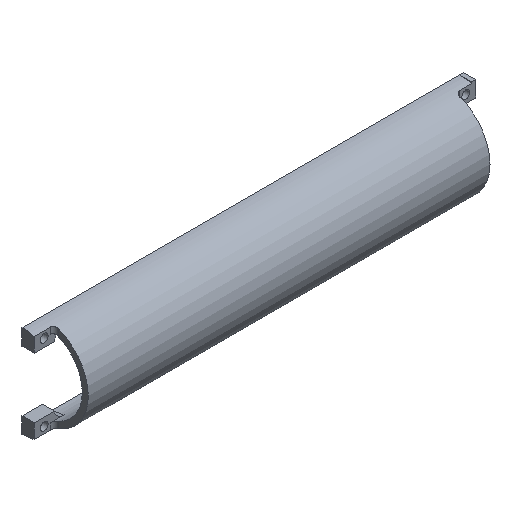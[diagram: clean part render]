
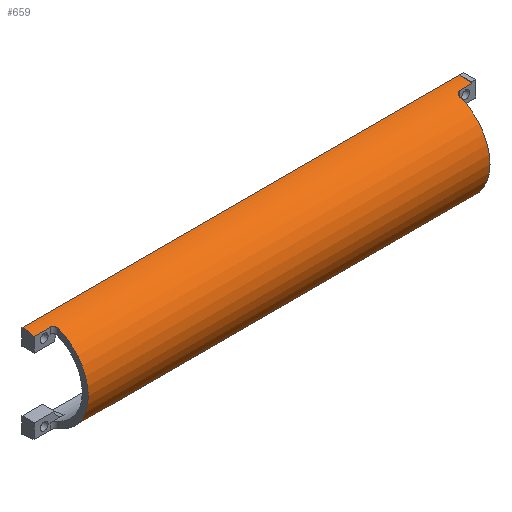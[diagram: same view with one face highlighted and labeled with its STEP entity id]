
A CAD part, isometric view. The second image highlights one B-rep face of the part: STEP entity #659.
In plain terms, the highlighted cylindrical face has radius 11.5 mm (diameter 23 mm), a partial arc.
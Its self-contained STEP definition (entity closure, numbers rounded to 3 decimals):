
#28=CYLINDRICAL_SURFACE('',#718,11.5);
#39=B_SPLINE_CURVE_WITH_KNOTS('',3,(#952,#953,#954,#955,#956,#957,#958,
#959,#960,#961),.UNSPECIFIED.,.F.,.F.,(4,2,2,2,4),(0.312,0.349,
0.387,0.427,0.466),.UNSPECIFIED.);
#42=B_SPLINE_CURVE_WITH_KNOTS('',3,(#999,#1000,#1001,#1002,#1003,#1004,
#1005,#1006,#1007,#1008),.UNSPECIFIED.,.F.,.F.,(4,2,2,2,4),(0.157,
0.197,0.237,0.274,0.312),
 .UNSPECIFIED.);
#52=B_SPLINE_CURVE_WITH_KNOTS('',3,(#1132,#1133,#1134,#1135,#1136,#1137,
#1138,#1139,#1140,#1141),.UNSPECIFIED.,.F.,.F.,(4,2,2,2,4),(0.469,
0.509,0.548,0.586,0.624),
 .UNSPECIFIED.);
#54=B_SPLINE_CURVE_WITH_KNOTS('',3,(#1166,#1167,#1168,#1169,#1170,#1171,
#1172,#1173,#1174,#1175),.UNSPECIFIED.,.F.,.F.,(4,2,2,2,4),(0.,0.038,
0.075,0.115,0.155),.UNSPECIFIED.);
#87=FACE_OUTER_BOUND('',#125,.T.);
#125=EDGE_LOOP('',(#567,#568,#569,#570,#571,#572,#573,#574,#575,#576,#577,
#578,#579,#580,#581,#582));
#133=CIRCLE('',#678,11.5);
#134=CIRCLE('',#680,11.5);
#136=CIRCLE('',#684,11.5);
#143=CIRCLE('',#702,11.5);
#144=CIRCLE('',#705,11.5);
#148=CIRCLE('',#719,11.5);
#153=LINE('',#893,#211);
#163=LINE('',#928,#221);
#170=LINE('',#978,#228);
#185=LINE('',#1161,#243);
#205=LINE('',#1280,#263);
#206=LINE('',#1281,#264);
#211=VECTOR('',#739,10.);
#221=VECTOR('',#759,10.);
#228=VECTOR('',#772,10.);
#243=VECTOR('',#801,10.);
#263=VECTOR('',#865,10.);
#264=VECTOR('',#866,10.);
#265=VERTEX_POINT('',#877);
#267=VERTEX_POINT('',#880);
#269=VERTEX_POINT('',#885);
#270=VERTEX_POINT('',#887);
#271=VERTEX_POINT('',#891);
#272=VERTEX_POINT('',#892);
#278=VERTEX_POINT('',#915);
#282=VERTEX_POINT('',#927);
#288=VERTEX_POINT('',#950);
#289=VERTEX_POINT('',#951);
#292=VERTEX_POINT('',#977);
#297=VERTEX_POINT('',#998);
#309=VERTEX_POINT('',#1130);
#310=VERTEX_POINT('',#1131);
#315=VERTEX_POINT('',#1165);
#319=VERTEX_POINT('',#1240);
#328=EDGE_CURVE('',#267,#265,#133,.T.);
#332=EDGE_CURVE('',#269,#270,#134,.T.);
#333=EDGE_CURVE('',#271,#272,#153,.T.);
#340=EDGE_CURVE('',#272,#278,#136,.T.);
#346=EDGE_CURVE('',#267,#282,#163,.T.);
#353=EDGE_CURVE('',#288,#289,#39,.T.);
#357=EDGE_CURVE('',#292,#288,#170,.T.);
#363=EDGE_CURVE('',#271,#297,#42,.F.);
#381=EDGE_CURVE('',#309,#310,#52,.F.);
#388=EDGE_CURVE('',#309,#270,#185,.T.);
#390=EDGE_CURVE('',#282,#315,#54,.T.);
#398=EDGE_CURVE('',#319,#292,#143,.T.);
#402=EDGE_CURVE('',#289,#297,#144,.T.);
#418=EDGE_CURVE('',#278,#265,#205,.T.);
#419=EDGE_CURVE('',#319,#269,#206,.T.);
#420=EDGE_CURVE('',#315,#310,#148,.T.);
#567=ORIENTED_EDGE('',*,*,#418,.F.);
#568=ORIENTED_EDGE('',*,*,#340,.F.);
#569=ORIENTED_EDGE('',*,*,#333,.F.);
#570=ORIENTED_EDGE('',*,*,#363,.T.);
#571=ORIENTED_EDGE('',*,*,#402,.F.);
#572=ORIENTED_EDGE('',*,*,#353,.F.);
#573=ORIENTED_EDGE('',*,*,#357,.F.);
#574=ORIENTED_EDGE('',*,*,#398,.F.);
#575=ORIENTED_EDGE('',*,*,#419,.T.);
#576=ORIENTED_EDGE('',*,*,#332,.T.);
#577=ORIENTED_EDGE('',*,*,#388,.F.);
#578=ORIENTED_EDGE('',*,*,#381,.T.);
#579=ORIENTED_EDGE('',*,*,#420,.F.);
#580=ORIENTED_EDGE('',*,*,#390,.F.);
#581=ORIENTED_EDGE('',*,*,#346,.F.);
#582=ORIENTED_EDGE('',*,*,#328,.T.);
#659=ADVANCED_FACE('',(#87),#28,.T.);
#678=AXIS2_PLACEMENT_3D('',#881,#728,#729);
#680=AXIS2_PLACEMENT_3D('',#889,#735,#736);
#684=AXIS2_PLACEMENT_3D('',#916,#748,#749);
#702=AXIS2_PLACEMENT_3D('',#1241,#816,#817);
#705=AXIS2_PLACEMENT_3D('',#1248,#825,#826);
#718=AXIS2_PLACEMENT_3D('',#1279,#863,#864);
#719=AXIS2_PLACEMENT_3D('',#1282,#867,#868);
#728=DIRECTION('center_axis',(-1.,0.,0.));
#729=DIRECTION('ref_axis',(0.,1.,0.));
#735=DIRECTION('center_axis',(-1.,0.,0.));
#736=DIRECTION('ref_axis',(0.,1.,0.));
#739=DIRECTION('',(-1.,0.,0.));
#748=DIRECTION('center_axis',(-1.,0.,0.));
#749=DIRECTION('ref_axis',(0.,1.,0.));
#759=DIRECTION('',(-1.,0.,0.));
#772=DIRECTION('',(1.,0.,0.));
#801=DIRECTION('',(1.,0.,0.));
#816=DIRECTION('center_axis',(-1.,0.,0.));
#817=DIRECTION('ref_axis',(0.,1.,0.));
#825=DIRECTION('center_axis',(-1.,0.,0.));
#826=DIRECTION('ref_axis',(0.,1.,0.));
#863=DIRECTION('center_axis',(-1.,0.,0.));
#864=DIRECTION('ref_axis',(0.,-1.,0.));
#865=DIRECTION('',(1.,0.,0.));
#866=DIRECTION('',(1.,0.,0.));
#867=DIRECTION('center_axis',(1.,0.,0.));
#868=DIRECTION('ref_axis',(0.,1.,0.));
#877=CARTESIAN_POINT('',(4.,0.,21.5));
#880=CARTESIAN_POINT('',(4.,-3.,21.102));
#881=CARTESIAN_POINT('Origin',(4.,0.,10.));
#885=CARTESIAN_POINT('',(4.,0.,-1.5));
#887=CARTESIAN_POINT('',(4.,-3.,-1.102));
#889=CARTESIAN_POINT('Origin',(4.,0.,10.));
#891=CARTESIAN_POINT('',(-101.,-3.,21.102));
#892=CARTESIAN_POINT('',(-105.,-3.,21.102));
#893=CARTESIAN_POINT('',(0.,-3.,21.102));
#915=CARTESIAN_POINT('',(-105.,0.,21.5));
#916=CARTESIAN_POINT('Origin',(-105.,0.,10.));
#927=CARTESIAN_POINT('',(1.,-3.,21.102));
#928=CARTESIAN_POINT('',(0.,-3.,21.102));
#950=CARTESIAN_POINT('',(-101.,-3.,-1.102));
#951=CARTESIAN_POINT('',(-100.,-4.,-0.782));
#952=CARTESIAN_POINT('Ctrl Pts',(-101.,-3.,-1.102));
#953=CARTESIAN_POINT('Ctrl Pts',(-100.875,-3.,-1.102));
#954=CARTESIAN_POINT('Ctrl Pts',(-100.742,-3.025,-1.095));
#955=CARTESIAN_POINT('Ctrl Pts',(-100.498,-3.125,-1.067));
#956=CARTESIAN_POINT('Ctrl Pts',(-100.387,-3.201,-1.046));
#957=CARTESIAN_POINT('Ctrl Pts',(-100.207,-3.377,-0.993));
#958=CARTESIAN_POINT('Ctrl Pts',(-100.128,-3.492,-0.958));
#959=CARTESIAN_POINT('Ctrl Pts',(-100.025,-3.741,-0.875));
#960=CARTESIAN_POINT('Ctrl Pts',(-100.,-3.876,-0.828));
#961=CARTESIAN_POINT('Ctrl Pts',(-100.,-4.,-0.782));
#977=CARTESIAN_POINT('',(-105.,-3.,-1.102));
#978=CARTESIAN_POINT('',(0.,-3.,-1.102));
#998=CARTESIAN_POINT('',(-100.,-4.,20.782));
#999=CARTESIAN_POINT('Ctrl Pts',(-100.,-4.,20.782));
#1000=CARTESIAN_POINT('Ctrl Pts',(-100.,-3.876,20.828));
#1001=CARTESIAN_POINT('Ctrl Pts',(-100.025,-3.741,20.875));
#1002=CARTESIAN_POINT('Ctrl Pts',(-100.128,-3.492,20.958));
#1003=CARTESIAN_POINT('Ctrl Pts',(-100.207,-3.377,20.993));
#1004=CARTESIAN_POINT('Ctrl Pts',(-100.387,-3.201,21.046));
#1005=CARTESIAN_POINT('Ctrl Pts',(-100.498,-3.125,21.067));
#1006=CARTESIAN_POINT('Ctrl Pts',(-100.742,-3.025,21.095));
#1007=CARTESIAN_POINT('Ctrl Pts',(-100.875,-3.,21.102));
#1008=CARTESIAN_POINT('Ctrl Pts',(-101.,-3.,21.102));
#1130=CARTESIAN_POINT('',(1.,-3.,-1.102));
#1131=CARTESIAN_POINT('',(0.,-4.,-0.782));
#1132=CARTESIAN_POINT('Ctrl Pts',(0.,-4.,-0.782));
#1133=CARTESIAN_POINT('Ctrl Pts',(0.,-3.876,
-0.828));
#1134=CARTESIAN_POINT('Ctrl Pts',(0.025,-3.741,-0.875));
#1135=CARTESIAN_POINT('Ctrl Pts',(0.128,-3.492,-0.958));
#1136=CARTESIAN_POINT('Ctrl Pts',(0.207,-3.377,-0.993));
#1137=CARTESIAN_POINT('Ctrl Pts',(0.387,-3.201,-1.046));
#1138=CARTESIAN_POINT('Ctrl Pts',(0.498,-3.125,-1.067));
#1139=CARTESIAN_POINT('Ctrl Pts',(0.742,-3.025,-1.095));
#1140=CARTESIAN_POINT('Ctrl Pts',(0.875,-3.,-1.102));
#1141=CARTESIAN_POINT('Ctrl Pts',(1.,-3.,-1.102));
#1161=CARTESIAN_POINT('',(0.,-3.,-1.102));
#1165=CARTESIAN_POINT('',(0.,-4.,20.782));
#1166=CARTESIAN_POINT('Ctrl Pts',(1.,-3.,21.102));
#1167=CARTESIAN_POINT('Ctrl Pts',(0.875,-3.,21.102));
#1168=CARTESIAN_POINT('Ctrl Pts',(0.742,-3.025,21.095));
#1169=CARTESIAN_POINT('Ctrl Pts',(0.498,-3.125,21.067));
#1170=CARTESIAN_POINT('Ctrl Pts',(0.387,-3.201,21.046));
#1171=CARTESIAN_POINT('Ctrl Pts',(0.207,-3.377,20.993));
#1172=CARTESIAN_POINT('Ctrl Pts',(0.128,-3.492,20.958));
#1173=CARTESIAN_POINT('Ctrl Pts',(0.025,-3.741,
20.875));
#1174=CARTESIAN_POINT('Ctrl Pts',(0.,-3.876,
20.828));
#1175=CARTESIAN_POINT('Ctrl Pts',(0.,-4.,20.782));
#1240=CARTESIAN_POINT('',(-105.,0.,-1.5));
#1241=CARTESIAN_POINT('Origin',(-105.,0.,10.));
#1248=CARTESIAN_POINT('Origin',(-100.,0.,10.));
#1279=CARTESIAN_POINT('Origin',(0.,0.,10.));
#1280=CARTESIAN_POINT('',(0.,0.,21.5));
#1281=CARTESIAN_POINT('',(0.,0.,-1.5));
#1282=CARTESIAN_POINT('Origin',(0.,0.,10.));
